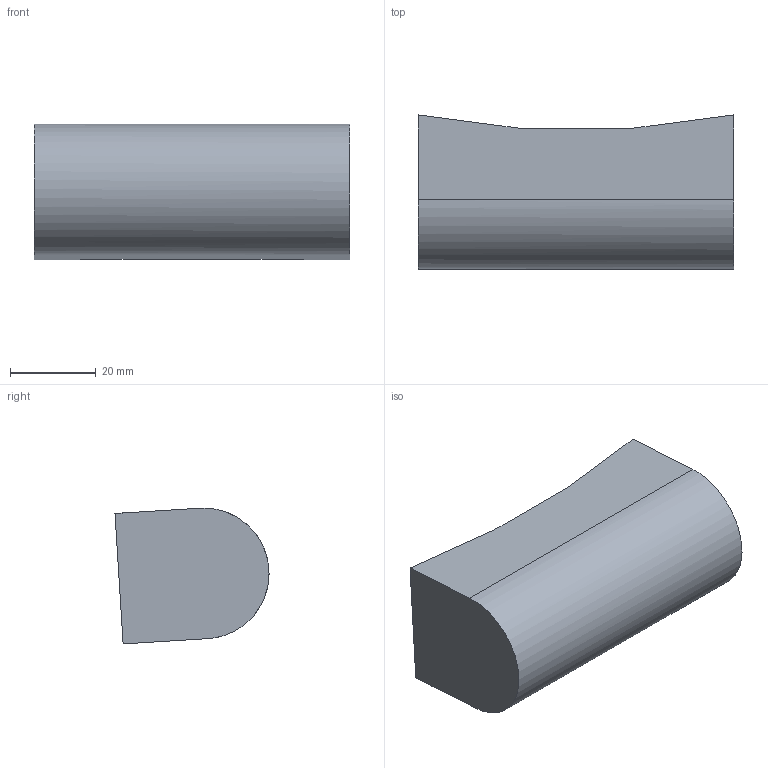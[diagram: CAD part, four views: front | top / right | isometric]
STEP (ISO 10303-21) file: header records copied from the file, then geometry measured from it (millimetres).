
FILE_DESCRIPTION(/* description */ ('Generated from Alias Stage'),/* implementation_level */ '2;1');
FILE_NAME(/* name */ 'hinge1',/* time_stamp */ '2014-09-29T17:52:56-05:00',/* author */ (''),/* organization */ ('Alias Systems'),/* preprocessor_version */ 'ST-DEVELOPER v11',/* originating_system */ 'Autodesk OpenModel 2012',/* authorisation */ '');
FILE_SCHEMA (('AUTOMOTIVE_DESIGN { 1 2 10303 214 1 1 1 1 }'));
Length unit declared in the file: millimetre
Products named in the file (1): hinge1
Bounding box: 73.6 x 35.96 x 31.69 mm (x, y, z)
Volume: 66014.6 mm3; surface area: 10286.9 mm2
Topology: 1 solids, 1 shells, 6 faces, 12 edges, 8 vertices
Faces by surface type: bspline 6
Entity records: 222 total; most frequent: CARTESIAN_POINT 134, ORIENTED_EDGE 24, EDGE_CURVE 12, VERTEX_POINT 8, EDGE_LOOP 6, FACE_OUTER_BOUND 6, ADVANCED_FACE 6, DIRECTION 2
